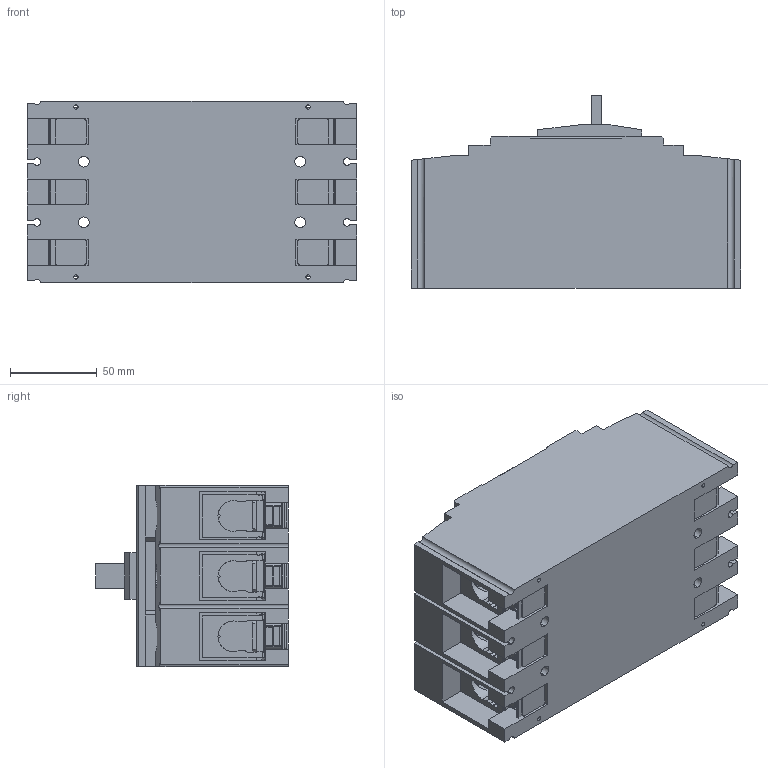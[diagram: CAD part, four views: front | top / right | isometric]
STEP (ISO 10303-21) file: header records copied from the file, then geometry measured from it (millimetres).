
FILE_DESCRIPTION (( 'STEP AP203' ), '1' );
FILE_NAME ('GCB250H-3FF250LL.step', '2021-09-02T13:43:20', ( '' ), ( '' ), 'SwSTEP 2.0', 'SolidWorks 2021', '' );
FILE_SCHEMA (( 'CONFIG_CONTROL_DESIGN' ));
Length unit declared in the file: inch
Products named in the file (1): GCB250H-3FF250LL
Bounding box: 190 x 111.2 x 105 mm (x, y, z)
Volume: 1427473.8 mm3; surface area: 203671.3 mm2
Topology: 25 solids, 25 shells, 2233 faces, 5964 edges, 3722 vertices
Faces by surface type: plane 975, cylinder 958, bspline 236, cone 64
Entity records: 75773 total; most frequent: CARTESIAN_POINT 21630, ORIENTED_EDGE 11760, DIRECTION 10854, EDGE_CURVE 5880, VERTEX_POINT 3722, AXIS2_PLACEMENT_3D 3684, LINE 3486, VECTOR 3486
